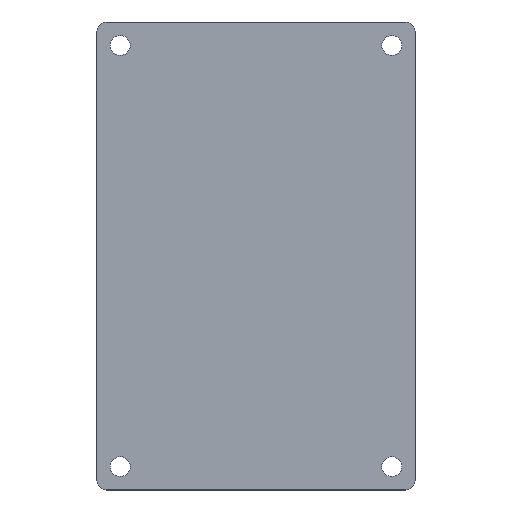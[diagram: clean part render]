
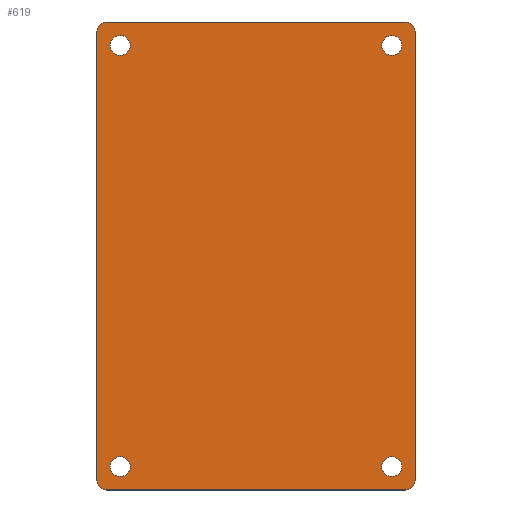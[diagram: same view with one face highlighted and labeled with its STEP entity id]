
A CAD part, top view. The second image highlights one B-rep face of the part: STEP entity #619.
In plain terms, the highlighted planar face has unit normal (0, 0, 1).
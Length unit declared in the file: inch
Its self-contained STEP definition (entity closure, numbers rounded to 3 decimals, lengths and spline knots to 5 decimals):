
#5 = AXIS2_PLACEMENT_3D ( 'NONE', #645, #643, #496 ) ;
#7 = CARTESIAN_POINT ( 'NONE',  ( 1.813, 2.812, 0.072 ) ) ;
#8 = EDGE_CURVE ( 'NONE', #264, #344, #71, .T. ) ;
#14 = CARTESIAN_POINT ( 'NONE',  ( -2.125, -3., 0.072 ) ) ;
#15 = VERTEX_POINT ( 'NONE', #346 ) ;
#16 = CARTESIAN_POINT ( 'NONE',  ( 2., 3., 0.072 ) ) ;
#22 = CARTESIAN_POINT ( 'NONE',  ( -1.812, 2.812, 0.072 ) ) ;
#23 = CARTESIAN_POINT ( 'NONE',  ( -1.9445, -2.813, 0.072 ) ) ;
#35 = CARTESIAN_POINT ( 'NONE',  ( 1.813, -2.813, 0.072 ) ) ;
#37 = ORIENTED_EDGE ( 'NONE', *, *, #252, .T. ) ;
#40 = CARTESIAN_POINT ( 'NONE',  ( 1.813, 2.812, 0.072 ) ) ;
#49 = ORIENTED_EDGE ( 'NONE', *, *, #319, .T. ) ;
#50 = DIRECTION ( 'NONE',  ( 1., 0., 0. ) ) ;
#51 = EDGE_CURVE ( 'NONE', #70, #302, #551, .T. ) ;
#59 = FACE_OUTER_BOUND ( 'NONE', #105, .T. ) ;
#66 = CARTESIAN_POINT ( 'NONE',  ( -1.6795, -2.813, 0.072 ) ) ;
#68 = CIRCLE ( 'NONE', #629, 0.1325 ) ;
#69 = EDGE_CURVE ( 'NONE', #437, #15, #379, .T. ) ;
#70 = VERTEX_POINT ( 'NONE', #541 ) ;
#71 = CIRCLE ( 'NONE', #495, 0.1325 ) ;
#77 = VERTEX_POINT ( 'NONE', #357 ) ;
#78 = ORIENTED_EDGE ( 'NONE', *, *, #375, .F. ) ;
#81 = EDGE_CURVE ( 'NONE', #461, #265, #68, .T. ) ;
#91 = CARTESIAN_POINT ( 'NONE',  ( -1.812, -2.813, 0.072 ) ) ;
#99 = DIRECTION ( 'NONE',  ( 0., 0., -1. ) ) ;
#105 = EDGE_LOOP ( 'NONE', ( #78, #273, #329, #364, #365, #233, #416, #552 ) ) ;
#108 = AXIS2_PLACEMENT_3D ( 'NONE', #22, #576, #284 ) ;
#109 = CARTESIAN_POINT ( 'NONE',  ( 2., 3.125, 0.072 ) ) ;
#111 = ORIENTED_EDGE ( 'NONE', *, *, #8, .T. ) ;
#117 = DIRECTION ( 'NONE',  ( 0., 0., -1. ) ) ;
#121 = VERTEX_POINT ( 'NONE', #448 ) ;
#124 = FACE_BOUND ( 'NONE', #363, .T. ) ;
#128 = AXIS2_PLACEMENT_3D ( 'NONE', #16, #607, #372 ) ;
#134 = ORIENTED_EDGE ( 'NONE', *, *, #173, .T. ) ;
#139 = DIRECTION ( 'NONE',  ( 0., 0., -1. ) ) ;
#142 = CIRCLE ( 'NONE', #108, 0.1325 ) ;
#143 = LINE ( 'NONE', #289, #625 ) ;
#151 = CARTESIAN_POINT ( 'NONE',  ( 1.6805, -2.813, 0.072 ) ) ;
#164 = EDGE_CURVE ( 'NONE', #580, #393, #189, .T. ) ;
#167 = EDGE_LOOP ( 'NONE', ( #382, #134 ) ) ;
#168 = DIRECTION ( 'NONE',  ( 1., 0., 0. ) ) ;
#173 = EDGE_CURVE ( 'NONE', #77, #190, #406, .T. ) ;
#174 = ORIENTED_EDGE ( 'NONE', *, *, #81, .T. ) ;
#183 = AXIS2_PLACEMENT_3D ( 'NONE', #501, #99, #544 ) ;
#187 = DIRECTION ( 'NONE',  ( 0., 0., -1. ) ) ;
#189 = LINE ( 'NONE', #256, #270 ) ;
#190 = VERTEX_POINT ( 'NONE', #509 ) ;
#197 = DIRECTION ( 'NONE',  ( -1., 0., 0. ) ) ;
#216 = DIRECTION ( 'NONE',  ( 0., 0., -1. ) ) ;
#219 = EDGE_CURVE ( 'NONE', #121, #330, #641, .T. ) ;
#231 = AXIS2_PLACEMENT_3D ( 'NONE', #318, #272, #374 ) ;
#233 = ORIENTED_EDGE ( 'NONE', *, *, #164, .T. ) ;
#234 = CARTESIAN_POINT ( 'NONE',  ( -2., 3.125, 0.072 ) ) ;
#242 = DIRECTION ( 'NONE',  ( 1., 0., 0. ) ) ;
#252 = EDGE_CURVE ( 'NONE', #265, #461, #517, .T. ) ;
#256 = CARTESIAN_POINT ( 'NONE',  ( 2.125, -3., 0.072 ) ) ;
#259 = DIRECTION ( 'NONE',  ( 0., 1., 0. ) ) ;
#263 = CIRCLE ( 'NONE', #359, 0.1325 ) ;
#264 = VERTEX_POINT ( 'NONE', #151 ) ;
#265 = VERTEX_POINT ( 'NONE', #66 ) ;
#267 = CARTESIAN_POINT ( 'NONE',  ( 1.9455, -2.813, 0.072 ) ) ;
#270 = VECTOR ( 'NONE', #259, 39.37008 ) ;
#272 = DIRECTION ( 'NONE',  ( 0., 0., -1. ) ) ;
#273 = ORIENTED_EDGE ( 'NONE', *, *, #51, .T. ) ;
#277 = AXIS2_PLACEMENT_3D ( 'NONE', #543, #400, #242 ) ;
#279 = CIRCLE ( 'NONE', #128, 0.125 ) ;
#284 = DIRECTION ( 'NONE',  ( -1., 0., 0. ) ) ;
#285 = EDGE_CURVE ( 'NONE', #317, #393, #279, .T. ) ;
#289 = CARTESIAN_POINT ( 'NONE',  ( 2., 3.125, 0.072 ) ) ;
#294 = DIRECTION ( 'NONE',  ( -1., 0., 0. ) ) ;
#298 = FACE_BOUND ( 'NONE', #167, .T. ) ;
#302 = VERTEX_POINT ( 'NONE', #14 ) ;
#312 = CIRCLE ( 'NONE', #231, 0.1325 ) ;
#317 = VERTEX_POINT ( 'NONE', #109 ) ;
#318 = CARTESIAN_POINT ( 'NONE',  ( 1.813, -2.813, 0.072 ) ) ;
#319 = EDGE_CURVE ( 'NONE', #344, #264, #312, .T. ) ;
#320 = CARTESIAN_POINT ( 'NONE',  ( -1.812, -2.813, 0.072 ) ) ;
#329 = ORIENTED_EDGE ( 'NONE', *, *, #632, .F. ) ;
#330 = VERTEX_POINT ( 'NONE', #519 ) ;
#333 = DIRECTION ( 'NONE',  ( -1., 0., 0. ) ) ;
#344 = VERTEX_POINT ( 'NONE', #267 ) ;
#346 = CARTESIAN_POINT ( 'NONE',  ( -1.9445, 2.812, 0.072 ) ) ;
#350 = DIRECTION ( 'NONE',  ( 0., 0., -1. ) ) ;
#351 = PLANE ( 'NONE',  #5 ) ;
#354 = CARTESIAN_POINT ( 'NONE',  ( -2.125, 3., 0.072 ) ) ;
#357 = CARTESIAN_POINT ( 'NONE',  ( 1.9455, 2.812, 0.072 ) ) ;
#359 = AXIS2_PLACEMENT_3D ( 'NONE', #40, #485, #539 ) ;
#363 = EDGE_LOOP ( 'NONE', ( #430, #386 ) ) ;
#364 = ORIENTED_EDGE ( 'NONE', *, *, #219, .T. ) ;
#365 = ORIENTED_EDGE ( 'NONE', *, *, #646, .F. ) ;
#368 = CARTESIAN_POINT ( 'NONE',  ( 2.125, 3., 0.072 ) ) ;
#372 = DIRECTION ( 'NONE',  ( 1., 0., 0. ) ) ;
#374 = DIRECTION ( 'NONE',  ( -1., 0., 0. ) ) ;
#375 = EDGE_CURVE ( 'NONE', #70, #559, #428, .T. ) ;
#379 = CIRCLE ( 'NONE', #183, 0.1325 ) ;
#380 = EDGE_LOOP ( 'NONE', ( #174, #37 ) ) ;
#382 = ORIENTED_EDGE ( 'NONE', *, *, #487, .T. ) ;
#384 = AXIS2_PLACEMENT_3D ( 'NONE', #320, #117, #467 ) ;
#386 = ORIENTED_EDGE ( 'NONE', *, *, #69, .T. ) ;
#388 = CARTESIAN_POINT ( 'NONE',  ( 2.125, -3., 0.072 ) ) ;
#390 = AXIS2_PLACEMENT_3D ( 'NONE', #7, #550, #410 ) ;
#393 = VERTEX_POINT ( 'NONE', #368 ) ;
#395 = EDGE_CURVE ( 'NONE', #15, #437, #142, .T. ) ;
#400 = DIRECTION ( 'NONE',  ( 0., 0., -1. ) ) ;
#401 = DIRECTION ( 'NONE',  ( 0., -1., 0. ) ) ;
#406 = CIRCLE ( 'NONE', #390, 0.1325 ) ;
#410 = DIRECTION ( 'NONE',  ( -1., 0., 0. ) ) ;
#411 = DIRECTION ( 'NONE',  ( 1., 0., 0. ) ) ;
#413 = VECTOR ( 'NONE', #411, 39.37008 ) ;
#416 = ORIENTED_EDGE ( 'NONE', *, *, #285, .F. ) ;
#428 = CIRCLE ( 'NONE', #583, 0.125 ) ;
#430 = ORIENTED_EDGE ( 'NONE', *, *, #395, .T. ) ;
#437 = VERTEX_POINT ( 'NONE', #479 ) ;
#447 = CARTESIAN_POINT ( 'NONE',  ( 2., -3., 0.072 ) ) ;
#448 = CARTESIAN_POINT ( 'NONE',  ( -2., -3.125, 0.072 ) ) ;
#452 = FACE_BOUND ( 'NONE', #380, .T. ) ;
#461 = VERTEX_POINT ( 'NONE', #23 ) ;
#467 = DIRECTION ( 'NONE',  ( -1., 0., 0. ) ) ;
#479 = CARTESIAN_POINT ( 'NONE',  ( -1.6795, 2.812, 0.072 ) ) ;
#482 = AXIS2_PLACEMENT_3D ( 'NONE', #447, #350, #50 ) ;
#485 = DIRECTION ( 'NONE',  ( 0., 0., -1. ) ) ;
#487 = EDGE_CURVE ( 'NONE', #190, #77, #263, .T. ) ;
#495 = AXIS2_PLACEMENT_3D ( 'NONE', #35, #187, #294 ) ;
#496 = DIRECTION ( 'NONE',  ( 1., 0., 0. ) ) ;
#501 = CARTESIAN_POINT ( 'NONE',  ( -1.812, 2.812, 0.072 ) ) ;
#505 = EDGE_CURVE ( 'NONE', #317, #559, #143, .T. ) ;
#509 = CARTESIAN_POINT ( 'NONE',  ( 1.6805, 2.812, 0.072 ) ) ;
#517 = CIRCLE ( 'NONE', #384, 0.1325 ) ;
#519 = CARTESIAN_POINT ( 'NONE',  ( 2., -3.125, 0.072 ) ) ;
#520 = VECTOR ( 'NONE', #401, 39.37008 ) ;
#525 = CIRCLE ( 'NONE', #482, 0.125 ) ;
#539 = DIRECTION ( 'NONE',  ( -1., 0., 0. ) ) ;
#541 = CARTESIAN_POINT ( 'NONE',  ( -2.125, 3., 0.072 ) ) ;
#543 = CARTESIAN_POINT ( 'NONE',  ( -2., -3., 0.072 ) ) ;
#544 = DIRECTION ( 'NONE',  ( -1., 0., 0. ) ) ;
#550 = DIRECTION ( 'NONE',  ( 0., 0., -1. ) ) ;
#551 = LINE ( 'NONE', #354, #520 ) ;
#552 = ORIENTED_EDGE ( 'NONE', *, *, #505, .T. ) ;
#559 = VERTEX_POINT ( 'NONE', #234 ) ;
#568 = FACE_BOUND ( 'NONE', #590, .T. ) ;
#576 = DIRECTION ( 'NONE',  ( 0., 0., -1. ) ) ;
#580 = VERTEX_POINT ( 'NONE', #388 ) ;
#583 = AXIS2_PLACEMENT_3D ( 'NONE', #611, #216, #168 ) ;
#590 = EDGE_LOOP ( 'NONE', ( #111, #49 ) ) ;
#599 = CARTESIAN_POINT ( 'NONE',  ( -2., -3.125, 0.072 ) ) ;
#607 = DIRECTION ( 'NONE',  ( 0., 0., -1. ) ) ;
#611 = CARTESIAN_POINT ( 'NONE',  ( -2., 3., 0.072 ) ) ;
#619 = ADVANCED_FACE ( 'NONE', ( #568, #59, #452, #298, #124 ), #351, .T. ) ;
#625 = VECTOR ( 'NONE', #333, 39.37008 ) ;
#629 = AXIS2_PLACEMENT_3D ( 'NONE', #91, #139, #197 ) ;
#632 = EDGE_CURVE ( 'NONE', #121, #302, #639, .T. ) ;
#639 = CIRCLE ( 'NONE', #277, 0.125 ) ;
#641 = LINE ( 'NONE', #599, #413 ) ;
#643 = DIRECTION ( 'NONE',  ( 0., 0., 1. ) ) ;
#645 = CARTESIAN_POINT ( 'NONE',  ( -2., -3., 0.072 ) ) ;
#646 = EDGE_CURVE ( 'NONE', #580, #330, #525, .T. ) ;
